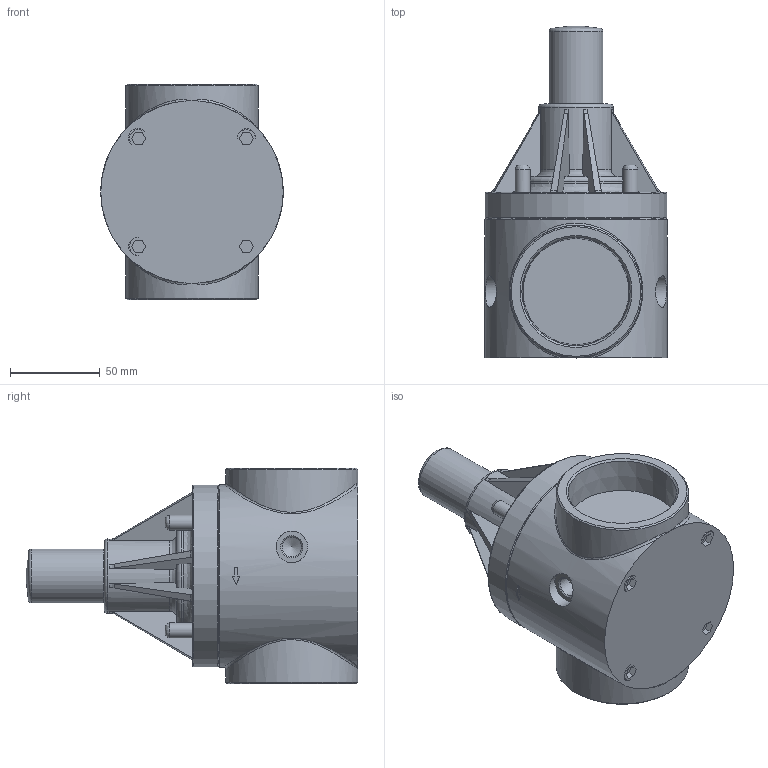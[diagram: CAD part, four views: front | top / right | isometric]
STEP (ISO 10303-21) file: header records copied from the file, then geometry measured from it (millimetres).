
FILE_DESCRIPTION((''),'2;1');
FILE_NAME('ECO-200A-SS_R0.ipt.stp','2017-02-28T11:24:12',(''),(''),'Autodesk Inventor 2009','Autodesk Inventor 2009','');
FILE_SCHEMA(('AUTOMOTIVE_DESIGN { 1 0 10303 214 1 1 1 1 }'));
Length unit declared in the file: inch
Products named in the file (1): ECO-200A-SS_R0
Bounding box: 101.6 x 184.76 x 119.89 mm (x, y, z)
Volume: 865602.8 mm3; surface area: 89719.9 mm2
Topology: 1 solids, 9 shells, 228 faces, 556 edges, 360 vertices
Faces by surface type: plane 102, cylinder 53, bspline 44, torus 17, cone 12
Full cylindrical faces by diameter (mm): 5.842 x4, 6.502 x1, 6.528 x1, 8.382 x4, 10.82 x2, 29.972 x1, 41.656 x1, 73.66 x2, 101.6 x2
Entity records: 9214 total; most frequent: CARTESIAN_POINT 4071, DIRECTION 996, ORIENTED_EDGE 990, EDGE_CURVE 495, AXIS2_PLACEMENT_3D 409, VERTEX_POINT 346, EDGE_LOOP 291, FACE_OUTER_BOUND 228
